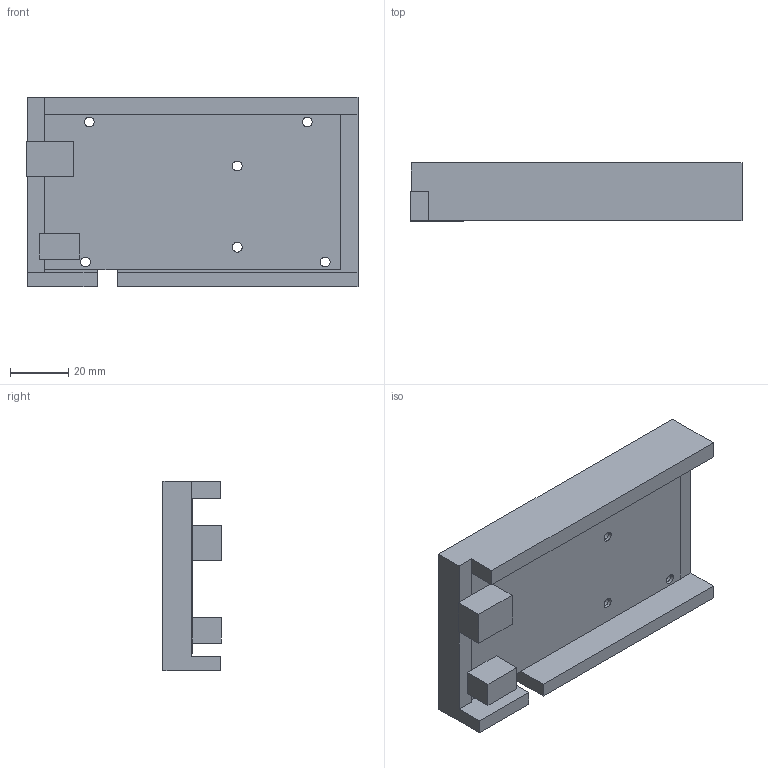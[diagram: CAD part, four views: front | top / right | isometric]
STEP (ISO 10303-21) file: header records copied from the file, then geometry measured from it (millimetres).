
FILE_DESCRIPTION((''),'2;1');
FILE_NAME('ARDUINO_FOUNDATION_ASM','2020-12-30T12:16:29',('TINH LE'),(''),'CREO PARAMETRIC BY PTC INC, 2020154','CREO PARAMETRIC BY PTC INC, 2020154','');
FILE_SCHEMA(('CONFIG_CONTROL_DESIGN'));
Length unit declared in the file: millimetre
Products named in the file (3): FOUNDATION; ARDUINO_MEGA; ARDUINO_FOUNDATION_ASM
Assembly tree (2 placements, depth 2):
  ARDUINO_FOUNDATION_ASM
    FOUNDATION
    ARDUINO_MEGA
Bounding box: 114.29 x 20 x 65.4 mm (x, y, z)
Volume: 62961.5 mm3; surface area: 33562.7 mm2
Topology: 2 solids, 2 shells, 75 faces, 207 edges, 136 vertices
Faces by surface type: plane 51, cylinder 24
Entity records: 2521 total; most frequent: CARTESIAN_POINT 423, DIRECTION 415, ORIENTED_EDGE 414, EDGE_CURVE 207, VECTOR 159, LINE 159, VERTEX_POINT 136, AXIS2_PLACEMENT_3D 128
